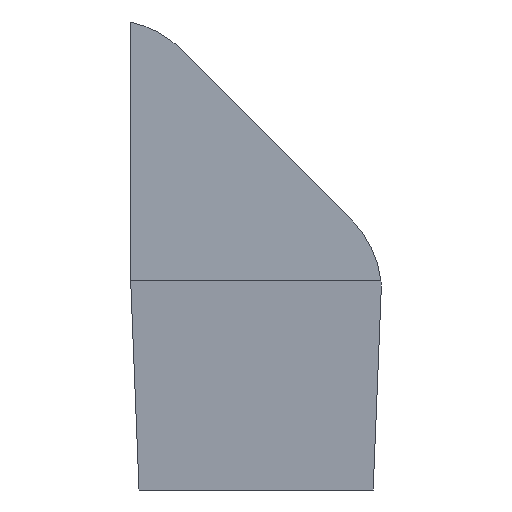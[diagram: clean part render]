
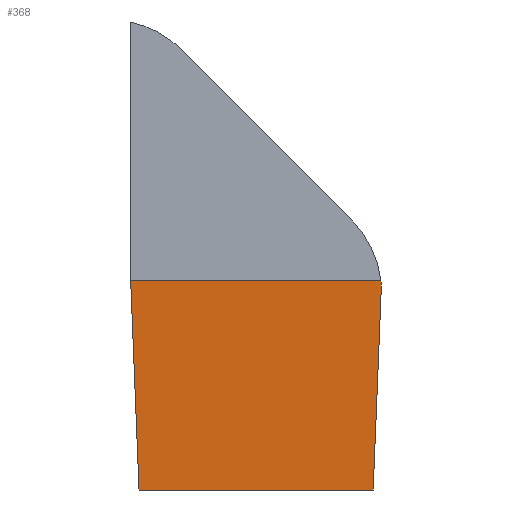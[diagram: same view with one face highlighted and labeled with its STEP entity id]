
A CAD part, left-side view. The second image highlights one B-rep face of the part: STEP entity #368.
In plain terms, the highlighted planar face has unit normal (-0.999, 0, -0.04).
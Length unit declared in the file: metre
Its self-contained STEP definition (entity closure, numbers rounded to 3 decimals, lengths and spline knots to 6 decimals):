
#22=ELLIPSE('',#416,0.001271,0.00127);
#83=ORIENTED_EDGE('',*,*,#161,.T.);
#84=ORIENTED_EDGE('',*,*,#151,.F.);
#85=ORIENTED_EDGE('',*,*,#162,.T.);
#86=ORIENTED_EDGE('',*,*,#156,.F.);
#87=ORIENTED_EDGE('',*,*,#146,.F.);
#146=EDGE_CURVE('',#190,#195,#226,.T.);
#151=EDGE_CURVE('',#199,#200,#229,.T.);
#156=EDGE_CURVE('',#195,#202,#22,.F.);
#161=EDGE_CURVE('',#190,#200,#237,.F.);
#162=EDGE_CURVE('',#199,#202,#238,.T.);
#190=VERTEX_POINT('',#560);
#195=VERTEX_POINT('',#574);
#199=VERTEX_POINT('',#583);
#200=VERTEX_POINT('',#585);
#202=VERTEX_POINT('',#594);
#226=LINE('',#573,#264);
#229=LINE('',#584,#267);
#237=LINE('',#603,#275);
#238=LINE('',#605,#276);
#264=VECTOR('',#460,1.);
#267=VECTOR('',#469,1.);
#275=VECTOR('',#491,1.);
#276=VECTOR('',#494,1.);
#306=EDGE_LOOP('',(#83,#84,#85,#86,#87));
#328=FACE_BOUND('',#306,.T.);
#348=PLANE('',#422);
#368=ADVANCED_FACE('',(#328),#348,.T.);
#416=AXIS2_PLACEMENT_3D('',#593,#478,#479);
#422=AXIS2_PLACEMENT_3D('',#606,#495,#496);
#460=DIRECTION('',(0.,-1.,0.));
#469=DIRECTION('',(0.,1.,0.));
#478=DIRECTION('',(-0.999,0.,-0.04));
#479=DIRECTION('',(-0.04,0.,0.999));
#491=DIRECTION('',(-0.04,0.04,0.998));
#494=DIRECTION('',(-0.04,-0.04,0.998));
#495=DIRECTION('',(-0.999,0.,-0.04));
#496=DIRECTION('',(0.,1.,0.));
#560=CARTESIAN_POINT('',(-0.007137,-0.054102,0.00254));
#573=CARTESIAN_POINT('',(-0.007137,-0.05715,0.00254));
#574=CARTESIAN_POINT('',(-0.007137,-0.057142,0.00254));
#583=CARTESIAN_POINT('',(-0.007036,-0.057048,0.));
#584=CARTESIAN_POINT('',(-0.007036,-0.054102,0.));
#585=CARTESIAN_POINT('',(-0.007036,-0.054204,0.));
#593=CARTESIAN_POINT('',(-0.007132,-0.05588,0.002395));
#594=CARTESIAN_POINT('',(-0.007135,-0.057147,0.002476));
#603=CARTESIAN_POINT('',(-0.007135,-0.054104,0.002479));
#605=CARTESIAN_POINT('',(-0.007034,-0.057046,-0.000057));
#606=CARTESIAN_POINT('',(-0.007137,-0.055626,0.00254));
